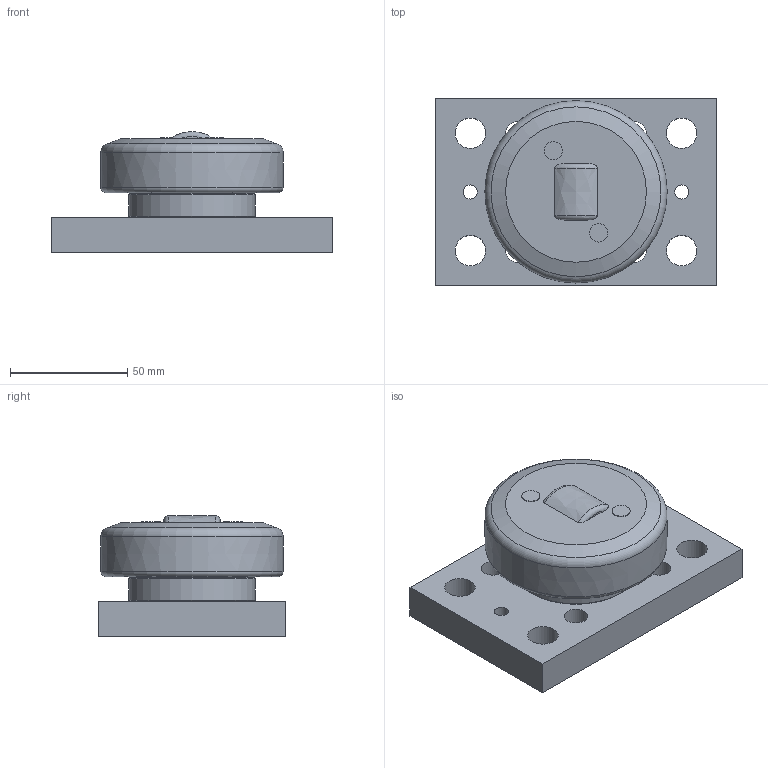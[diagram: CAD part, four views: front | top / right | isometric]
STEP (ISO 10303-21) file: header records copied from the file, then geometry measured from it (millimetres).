
FILE_DESCRIPTION((''),'2;1');
FILE_NAME('TR 080.0200 BR1100.stp','2013-09-26T14:20:46',('hipp'),(''),'Autodesk Inventor 2013','Autodesk Inventor 2013','');
FILE_SCHEMA(('AUTOMOTIVE_DESIGN { 1 0 10303 214 1 1 1 1 }'));
Length unit declared in the file: millimetre
Products named in the file (1): TR 080.0200 BR1100_Shrinkwrap_1
Bounding box: 120 x 80 x 51.5 mm (x, y, z)
Volume: 253870.8 mm3; surface area: 41665.3 mm2
Topology: 1 solids, 2 shells, 44 faces, 99 edges, 67 vertices
Faces by surface type: cylinder 17, plane 16, cone 5, torus 4, bspline 2
Full cylindrical faces by diameter (mm): 2.5 x1, 6 x2, 7.8 x2, 10.106 x4, 13 x4, 40 x1, 52 x1, 54 x1
Entity records: 1268 total; most frequent: CARTESIAN_POINT 286, DIRECTION 190, ORIENTED_EDGE 132, EDGE_LOOP 96, AXIS2_PLACEMENT_3D 88, EDGE_CURVE 66, VERTEX_POINT 58, FACE_BOUND 52
